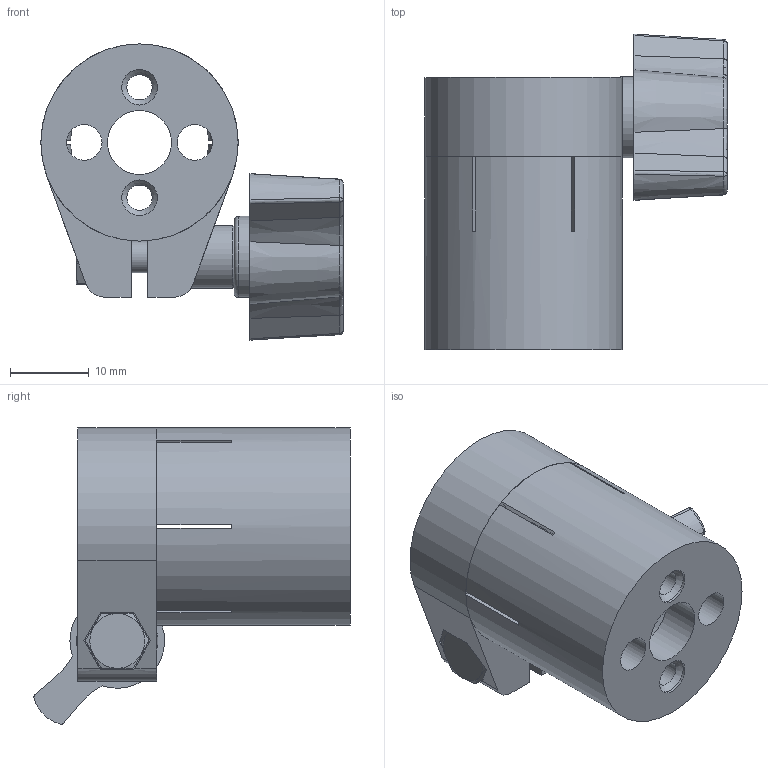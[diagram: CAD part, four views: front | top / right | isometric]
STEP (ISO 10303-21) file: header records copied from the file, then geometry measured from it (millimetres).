
FILE_DESCRIPTION (( 'STEP AP203' ), '1' );
FILE_NAME ('F2000D.STEP', '2019-12-06T14:17:01', ( 'Adam' ), ( '' ), 'SwSTEP 2.0', 'SolidWorks 2012', '' );
FILE_SCHEMA (( 'CONFIG_CONTROL_DESIGN' ));
Length unit declared in the file: millimetre
Products named in the file (1): F2000D
Bounding box: 38.3 x 40.05 x 37.55 mm (x, y, z)
Volume: 9468.5 mm3; surface area: 10321 mm2
Topology: 5 solids, 5 shells, 189 faces, 503 edges, 325 vertices
Faces by surface type: plane 71, torus 40, cylinder 39, cone 25, sphere 10, bspline 4
Full cylindrical faces by diameter (mm): 3.2 x2, 4 x2, 4.2 x1, 4.5 x4, 4.7 x2, 5.6 x1, 5.62 x1, 8 x1, 8.1 x1, 8.5 x1, 10.3 x1, 22.5 x1, 25 x1
Entity records: 6229 total; most frequent: CARTESIAN_POINT 1723, ORIENTED_EDGE 912, DIRECTION 900, EDGE_CURVE 456, AXIS2_PLACEMENT_3D 376, VERTEX_POINT 314, EDGE_LOOP 242, FACE_OUTER_BOUND 210
